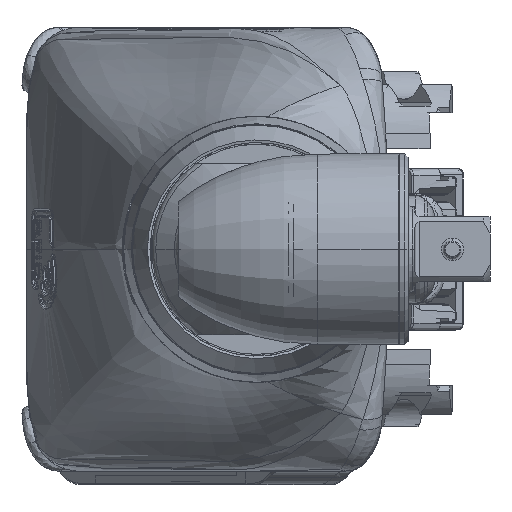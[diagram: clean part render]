
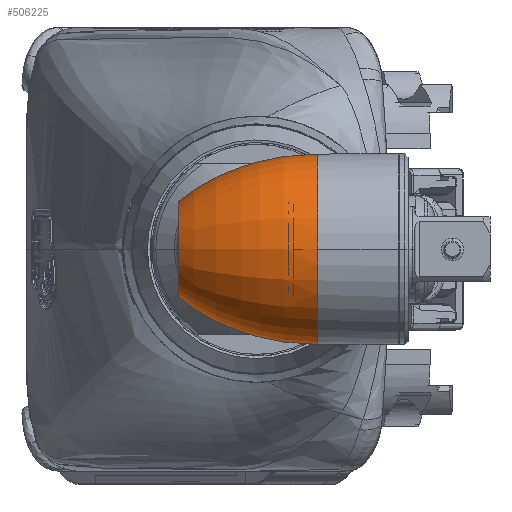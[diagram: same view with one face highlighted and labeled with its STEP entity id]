
A CAD part, left-side view. The second image highlights one B-rep face of the part: STEP entity #506225.
In plain terms, the highlighted face is a revolution surface.
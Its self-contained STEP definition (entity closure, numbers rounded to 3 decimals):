
#494994=CARTESIAN_POINT('',(-278.7,-8.94,0.));
#494995=DIRECTION('',(0.,1.,0.));
#494996=DIRECTION('',(0.684,0.,-0.73));
#494997=AXIS2_PLACEMENT_3D('',#494994,#494995,#494996);
#495034=CARTESIAN_POINT('',(-278.7,-8.94,0.));
#495035=DIRECTION('',(0.,1.,0.));
#495036=DIRECTION('',(-1.,0.,0.));
#495037=AXIS2_PLACEMENT_3D('',#495034,#495035,#495036);
#495084=CARTESIAN_POINT('',(-273.629,11.5,
-4.826));
#495094=CARTESIAN_POINT('',(-278.7,11.5,0.));
#495095=DIRECTION('',(0.,-1.,0.));
#495096=DIRECTION('',(0.724,0.,0.689));
#495097=AXIS2_PLACEMENT_3D('',#495094,#495095,#495096);
#495128=CARTESIAN_POINT('',(-269.13,-8.94,
-10.219));
#495129=CARTESIAN_POINT('',(-269.383,-8.508,
-10.455));
#495130=CARTESIAN_POINT('',(-269.954,-7.531,
-10.925));
#495131=CARTESIAN_POINT('',(-270.899,-5.905,
-11.496));
#495132=CARTESIAN_POINT('',(-271.92,-4.119,
-11.886));
#495133=CARTESIAN_POINT('',(-272.896,-2.352,
-12.054));
#495134=CARTESIAN_POINT('',(-273.743,-0.719,
-12.032));
#495135=CARTESIAN_POINT('',(-274.441,0.776,
-11.865));
#495136=CARTESIAN_POINT('',(-274.975,2.15,
-11.583));
#495137=CARTESIAN_POINT('',(-275.328,3.41,
-11.21));
#495138=CARTESIAN_POINT('',(-275.498,4.579,
-10.76));
#495139=CARTESIAN_POINT('',(-275.497,5.705,
-10.224));
#495140=CARTESIAN_POINT('',(-275.34,6.796,
-9.593));
#495141=CARTESIAN_POINT('',(-275.078,7.805,
-8.893));
#495142=CARTESIAN_POINT('',(-274.784,8.679,
-8.181));
#495143=CARTESIAN_POINT('',(-274.506,9.408,
-7.496));
#495144=CARTESIAN_POINT('',(-274.258,10.016,
-6.849));
#495145=CARTESIAN_POINT('',(-274.039,10.537,
-6.226));
#495146=CARTESIAN_POINT('',(-273.846,10.991,
-5.618));
#495147=CARTESIAN_POINT('',(-273.713,11.302,
-5.15));
#495148=CARTESIAN_POINT('',(-273.645,11.463,
-4.887));
#495149=CARTESIAN_POINT('',(-273.629,11.5,
-4.826));
#495154=CARTESIAN_POINT('',(-273.629,11.5,
4.826));
#495155=CARTESIAN_POINT('',(-273.652,11.448,
4.913));
#495156=CARTESIAN_POINT('',(-273.729,11.264,
5.21));
#495157=CARTESIAN_POINT('',(-273.876,10.919,
5.719));
#495158=CARTESIAN_POINT('',(-274.081,10.439,
6.35));
#495159=CARTESIAN_POINT('',(-274.312,9.886,
6.995));
#495160=CARTESIAN_POINT('',(-274.574,9.235,
7.668));
#495161=CARTESIAN_POINT('',(-274.868,8.445,
8.383));
#495162=CARTESIAN_POINT('',(-275.168,7.499,
9.12));
#495163=CARTESIAN_POINT('',(-275.409,6.435,
9.815));
#495164=CARTESIAN_POINT('',(-275.516,5.318,
10.42));
#495165=CARTESIAN_POINT('',(-275.459,4.179,
10.926));
#495166=CARTESIAN_POINT('',(-275.231,3.009,
11.34));
#495167=CARTESIAN_POINT('',(-274.866,1.857,
11.648));
#495168=CARTESIAN_POINT('',(-274.438,0.792,
11.851));
#495169=CARTESIAN_POINT('',(-273.995,-0.181,
11.974));
#495170=CARTESIAN_POINT('',(-273.537,-1.112,
12.036));
#495171=CARTESIAN_POINT('',(-273.055,-2.04,
12.042));
#495172=CARTESIAN_POINT('',(-272.562,-2.955,
11.995));
#495173=CARTESIAN_POINT('',(-272.067,-3.848,
11.897));
#495174=CARTESIAN_POINT('',(-271.557,-4.752,
11.745));
#495175=CARTESIAN_POINT('',(-271.003,-5.721,
11.52));
#495176=CARTESIAN_POINT('',(-270.386,-6.788,
11.193));
#495177=CARTESIAN_POINT('',(-269.749,-7.882,10.76));
#495178=CARTESIAN_POINT('',(-269.328,-8.601,
10.404));
#495179=CARTESIAN_POINT('',(-269.13,-8.94,
10.219));
#500595=VERTEX_POINT('',#495084);
#500597=CARTESIAN_POINT('',(-273.629,11.5,
4.826));
#500598=VERTEX_POINT('',#500597);
#500599=VERTEX_POINT('',#495179);
#500600=CARTESIAN_POINT('',(-292.7,-8.94,0.));
#500601=VERTEX_POINT('',#500600);
#500602=CARTESIAN_POINT('',(-269.13,-8.94,
-10.219));
#500603=VERTEX_POINT('',#500602);
#506207=CARTESIAN_POINT('',(-285.546,11.682,0.));
#506208=CARTESIAN_POINT('',(-285.598,11.622,0.));
#506209=CARTESIAN_POINT('',(-290.303,6.068,0.));
#506210=CARTESIAN_POINT('',(-292.726,-1.823,0.));
#506211=CARTESIAN_POINT('',(-292.7,-9.099,0.));
#506212=CARTESIAN_POINT('',(-292.699,-9.178,0.));
#506214=CARTESIAN_POINT('',(-278.7,11.668,0.));
#506215=DIRECTION('',(0.,-1.,0.));
#506216=AXIS1_PLACEMENT('',#506214,#506215);
#506217=SURFACE_OF_REVOLUTION('',#506213,#506216);
#506218=ORIENTED_EDGE('',*,*,#506054,.T.);
#506219=ORIENTED_EDGE('',*,*,#506199,.F.);
#506220=ORIENTED_EDGE('',*,*,#505811,.T.);
#506221=ORIENTED_EDGE('',*,*,#505829,.T.);
#506222=ORIENTED_EDGE('',*,*,#506041,.F.);
#506223=EDGE_LOOP('',(#506218,#506219,#506220,#506221,#506222));
#506224=FACE_OUTER_BOUND('',#506223,.F.);
#494998=CIRCLE('',#494997,14.);
#495038=CIRCLE('',#495037,14.);
#495098=CIRCLE('',#495097,7.);
#495150=B_SPLINE_CURVE_WITH_KNOTS('',3,(#495128,#495129,#495130,#495131,#495132,
#495133,#495134,#495135,#495136,#495137,#495138,#495139,#495140,#495141,#495142,
#495143,#495144,#495145,#495146,#495147,#495148,#495149),.UNSPECIFIED.,.F.,.F.,(
4,1,1,1,1,1,1,1,1,1,1,1,1,1,1,1,1,1,1,4),(0.,0.068,
0.15,0.239,0.321,0.393,
0.458,0.516,0.568,0.614,
0.66,0.71,0.761,0.809,
0.851,0.889,0.924,0.958,
0.99,1.),.UNSPECIFIED.);
#495180=B_SPLINE_CURVE_WITH_KNOTS('',3,(#495154,#495155,#495156,#495157,#495158,
#495159,#495160,#495161,#495162,#495163,#495164,#495165,#495166,#495167,#495168,
#495169,#495170,#495171,#495172,#495173,#495174,#495175,#495176,#495177,#495178,
#495179),.UNSPECIFIED.,.F.,.F.,(4,1,1,1,1,1,1,1,1,1,1,1,1,1,1,1,1,1,1,1,1,1,1,
4),(0.,0.014,0.047,0.083,
0.119,0.159,0.204,0.255,
0.308,0.356,0.401,0.45,
0.5,0.545,0.586,0.627,
0.669,0.71,0.751,0.792,
0.837,0.889,0.947,1.),.UNSPECIFIED.);
#505811=EDGE_CURVE('',#500603,#500601,#494998,.T.);
#505829=EDGE_CURVE('',#500601,#500599,#495038,.T.);
#506041=EDGE_CURVE('',#500598,#500599,#495180,.T.);
#506054=EDGE_CURVE('',#500598,#500595,#495098,.T.);
#506199=EDGE_CURVE('',#500603,#500595,#495150,.T.);
#506213=B_SPLINE_CURVE_WITH_KNOTS('',3,(#506207,#506208,#506209,#506210,#506211,
#506212),.UNSPECIFIED.,.F.,.F.,(4,1,1,4),(0.,0.011,
0.989,1.),.UNSPECIFIED.);
#506225=ADVANCED_FACE('',(#506224),#506217,.F.);
